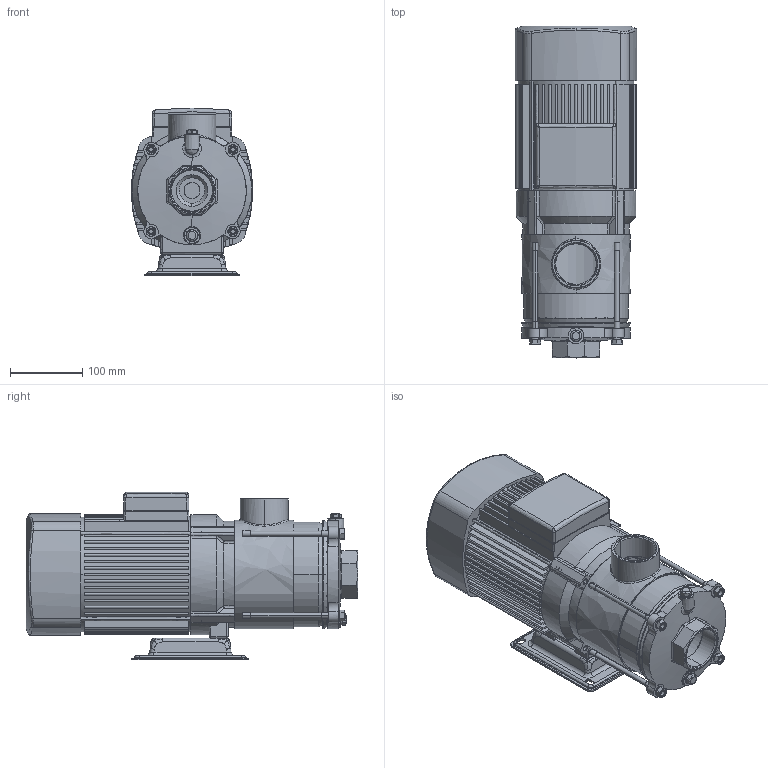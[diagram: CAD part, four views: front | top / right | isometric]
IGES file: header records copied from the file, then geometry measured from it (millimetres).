
Global section: file name: 015P2373 (RMHI 20-2R); native system: AutoCAD 2019 — Русский (Russian),62HAutod; preprocessor: esk Translation Framework DWG producer (atf_dwg_producer); organization: unknown; date: 20240415.184903; units: millimetre
Bounding box: 167.96 x 459 x 232 mm (x, y, z)
Volume: 6894417.7 mm3; surface area: 687571 mm2
Topology: 27 solids, 31 shells, 1673 faces, 4485 edges, 3055 vertices
Faces by surface type: bspline 1621, revolution 52
